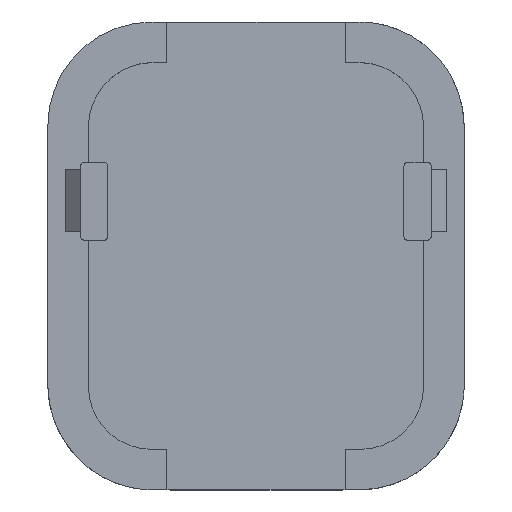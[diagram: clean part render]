
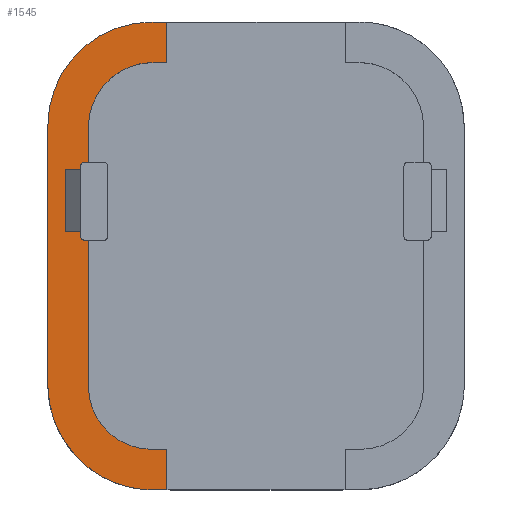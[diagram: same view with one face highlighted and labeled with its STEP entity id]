
A CAD part, top view. The second image highlights one B-rep face of the part: STEP entity #1545.
In plain terms, the highlighted face is planar.
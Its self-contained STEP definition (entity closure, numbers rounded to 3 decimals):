
#38=B_SPLINE_CURVE_WITH_KNOTS('',3,(#3011,#3012,#3013,#3014,#3015,#3016,
#3017,#3018,#3019,#3020),.UNSPECIFIED.,.F.,.F.,(4,2,2,2,4),(-0.995,
-0.746,-0.497,-0.249,0.),
 .UNSPECIFIED.);
#78=CIRCLE('',#1600,0.25);
#79=CIRCLE('',#1603,0.25);
#102=CIRCLE('',#1668,4.155);
#103=CIRCLE('',#1669,6.652);
#104=CIRCLE('',#1670,4.054);
#163=FACE_OUTER_BOUND('',#249,.T.);
#249=EDGE_LOOP('',(#1303,#1304,#1305,#1306,#1307,#1308,#1309,#1310,#1311,
#1312,#1313,#1314,#1315,#1316,#1317,#1318,#1319,#1320,#1321,#1322,#1323,
#1324,#1325,#1326));
#300=LINE('',#2158,#472);
#305=LINE('',#2170,#477);
#310=LINE('',#2185,#482);
#352=LINE('',#2979,#524);
#355=LINE('',#2984,#527);
#357=LINE('',#2988,#529);
#362=LINE('',#3028,#534);
#374=LINE('',#3084,#546);
#414=LINE('',#3183,#586);
#417=LINE('',#3189,#589);
#419=LINE('',#3193,#591);
#420=LINE('',#3195,#592);
#421=LINE('',#3198,#593);
#422=LINE('',#3200,#594);
#423=LINE('',#3202,#595);
#424=LINE('',#3205,#596);
#425=LINE('',#3209,#597);
#426=LINE('',#3210,#598);
#472=VECTOR('',#1757,10.);
#477=VECTOR('',#1768,10.);
#482=VECTOR('',#1785,10.);
#524=VECTOR('',#1897,10.);
#527=VECTOR('',#1902,10.);
#529=VECTOR('',#1906,10.);
#534=VECTOR('',#1913,10.);
#546=VECTOR('',#1935,10.);
#586=VECTOR('',#1997,10.);
#589=VECTOR('',#2004,10.);
#591=VECTOR('',#2008,10.);
#592=VECTOR('',#2009,10.);
#593=VECTOR('',#2012,10.);
#594=VECTOR('',#2013,10.);
#595=VECTOR('',#2014,10.);
#596=VECTOR('',#2017,10.);
#597=VECTOR('',#2020,10.);
#598=VECTOR('',#2021,10.);
#639=VERTEX_POINT('',#2150);
#640=VERTEX_POINT('',#2152);
#641=VERTEX_POINT('',#2156);
#642=VERTEX_POINT('',#2160);
#645=VERTEX_POINT('',#2168);
#649=VERTEX_POINT('',#2184);
#699=VERTEX_POINT('',#2976);
#700=VERTEX_POINT('',#2978);
#701=VERTEX_POINT('',#2982);
#702=VERTEX_POINT('',#2986);
#703=VERTEX_POINT('',#3009);
#706=VERTEX_POINT('',#3026);
#714=VERTEX_POINT('',#3081);
#752=VERTEX_POINT('',#3180);
#753=VERTEX_POINT('',#3182);
#754=VERTEX_POINT('',#3188);
#755=VERTEX_POINT('',#3192);
#756=VERTEX_POINT('',#3194);
#757=VERTEX_POINT('',#3196);
#758=VERTEX_POINT('',#3199);
#759=VERTEX_POINT('',#3201);
#760=VERTEX_POINT('',#3204);
#761=VERTEX_POINT('',#3206);
#762=VERTEX_POINT('',#3208);
#790=EDGE_CURVE('',#639,#640,#78,.F.);
#793=EDGE_CURVE('',#639,#641,#300,.T.);
#795=EDGE_CURVE('',#642,#641,#79,.F.);
#799=EDGE_CURVE('',#642,#645,#305,.T.);
#806=EDGE_CURVE('',#649,#640,#310,.T.);
#880=EDGE_CURVE('',#699,#700,#352,.T.);
#883=EDGE_CURVE('',#699,#701,#355,.T.);
#885=EDGE_CURVE('',#702,#701,#357,.T.);
#887=EDGE_CURVE('',#702,#703,#38,.T.);
#891=EDGE_CURVE('',#706,#703,#362,.T.);
#904=EDGE_CURVE('',#706,#714,#374,.T.);
#951=EDGE_CURVE('',#753,#752,#414,.T.);
#954=EDGE_CURVE('',#754,#753,#417,.T.);
#956=EDGE_CURVE('',#645,#755,#419,.T.);
#957=EDGE_CURVE('',#755,#756,#420,.T.);
#958=EDGE_CURVE('',#756,#757,#102,.T.);
#959=EDGE_CURVE('',#757,#754,#421,.T.);
#960=EDGE_CURVE('',#752,#758,#422,.T.);
#961=EDGE_CURVE('',#759,#758,#423,.T.);
#962=EDGE_CURVE('',#700,#759,#103,.T.);
#963=EDGE_CURVE('',#714,#760,#424,.T.);
#964=EDGE_CURVE('',#760,#761,#104,.T.);
#965=EDGE_CURVE('',#761,#762,#425,.T.);
#966=EDGE_CURVE('',#762,#649,#426,.T.);
#1303=ORIENTED_EDGE('',*,*,#799,.T.);
#1304=ORIENTED_EDGE('',*,*,#956,.T.);
#1305=ORIENTED_EDGE('',*,*,#957,.T.);
#1306=ORIENTED_EDGE('',*,*,#958,.T.);
#1307=ORIENTED_EDGE('',*,*,#959,.T.);
#1308=ORIENTED_EDGE('',*,*,#954,.T.);
#1309=ORIENTED_EDGE('',*,*,#951,.T.);
#1310=ORIENTED_EDGE('',*,*,#960,.T.);
#1311=ORIENTED_EDGE('',*,*,#961,.F.);
#1312=ORIENTED_EDGE('',*,*,#962,.F.);
#1313=ORIENTED_EDGE('',*,*,#880,.F.);
#1314=ORIENTED_EDGE('',*,*,#883,.T.);
#1315=ORIENTED_EDGE('',*,*,#885,.F.);
#1316=ORIENTED_EDGE('',*,*,#887,.T.);
#1317=ORIENTED_EDGE('',*,*,#891,.F.);
#1318=ORIENTED_EDGE('',*,*,#904,.T.);
#1319=ORIENTED_EDGE('',*,*,#963,.T.);
#1320=ORIENTED_EDGE('',*,*,#964,.T.);
#1321=ORIENTED_EDGE('',*,*,#965,.T.);
#1322=ORIENTED_EDGE('',*,*,#966,.T.);
#1323=ORIENTED_EDGE('',*,*,#806,.T.);
#1324=ORIENTED_EDGE('',*,*,#790,.F.);
#1325=ORIENTED_EDGE('',*,*,#793,.T.);
#1326=ORIENTED_EDGE('',*,*,#795,.F.);
#1467=PLANE('',#1667);
#1545=ADVANCED_FACE('',(#163),#1467,.F.);
#1600=AXIS2_PLACEMENT_3D('',#2153,#1751,#1752);
#1603=AXIS2_PLACEMENT_3D('',#2162,#1761,#1762);
#1667=AXIS2_PLACEMENT_3D('',#3191,#2006,#2007);
#1668=AXIS2_PLACEMENT_3D('',#3197,#2010,#2011);
#1669=AXIS2_PLACEMENT_3D('',#3203,#2015,#2016);
#1670=AXIS2_PLACEMENT_3D('',#3207,#2018,#2019);
#1751=DIRECTION('center_axis',(0.,1.,0.));
#1752=DIRECTION('ref_axis',(-0.707,0.,-0.707));
#1757=DIRECTION('',(0.,0.,1.));
#1761=DIRECTION('center_axis',(0.,1.,0.));
#1762=DIRECTION('ref_axis',(-0.707,0.,0.707));
#1768=DIRECTION('',(1.,0.,0.));
#1785=DIRECTION('',(-1.,0.,0.));
#1897=DIRECTION('',(0.001,0.,1.));
#1902=DIRECTION('',(0.,0.,-1.));
#1906=DIRECTION('',(-0.001,0.,1.));
#1913=DIRECTION('',(-1.,0.,0.002));
#1935=DIRECTION('',(0.,0.,1.));
#1997=DIRECTION('',(0.,0.,1.));
#2004=DIRECTION('',(1.,0.,0.));
#2006=DIRECTION('center_axis',(0.,1.,0.));
#2007=DIRECTION('ref_axis',(1.,0.,0.));
#2008=DIRECTION('',(0.,0.,1.));
#2009=DIRECTION('',(0.001,0.,1.));
#2010=DIRECTION('center_axis',(0.,1.,0.));
#2011=DIRECTION('ref_axis',(-1.,0.,0.021));
#2012=DIRECTION('',(1.,0.,0.008));
#2013=DIRECTION('',(-1.,0.,0.));
#2014=DIRECTION('',(1.,0.,0.008));
#2015=DIRECTION('center_axis',(0.,1.,0.));
#2016=DIRECTION('ref_axis',(-1.,0.,0.002));
#2017=DIRECTION('',(-1.,0.,0.002));
#2018=DIRECTION('center_axis',(0.,1.,0.));
#2019=DIRECTION('ref_axis',(-0.002,0.,-1.));
#2020=DIRECTION('',(-0.001,0.,1.));
#2021=DIRECTION('',(0.,0.,1.));
#2150=CARTESIAN_POINT('',(-11.248,7.5,8.44));
#2152=CARTESIAN_POINT('',(-10.998,7.5,8.19));
#2153=CARTESIAN_POINT('Origin',(-10.998,7.5,8.44));
#2156=CARTESIAN_POINT('',(-11.248,7.5,12.94));
#2158=CARTESIAN_POINT('',(-11.248,7.5,10.19));
#2160=CARTESIAN_POINT('',(-10.998,7.5,13.19));
#2162=CARTESIAN_POINT('Origin',(-10.998,7.5,12.94));
#2168=CARTESIAN_POINT('',(-10.75,7.5,13.19));
#2170=CARTESIAN_POINT('',(-4.75,7.5,13.19));
#2184=CARTESIAN_POINT('',(-10.75,7.5,8.19));
#2185=CARTESIAN_POINT('',(-5.624,7.5,8.19));
#2976=CARTESIAN_POINT('',(-13.348,7.5,14.55));
#2978=CARTESIAN_POINT('',(-13.347,7.5,15.55));
#2979=CARTESIAN_POINT('',(-13.348,7.5,14.55));
#2982=CARTESIAN_POINT('',(-13.348,7.5,-0.17));
#2984=CARTESIAN_POINT('',(-13.348,7.5,14.55));
#2986=CARTESIAN_POINT('',(-13.347,7.5,-1.17));
#2988=CARTESIAN_POINT('',(-13.347,7.5,-1.17));
#3009=CARTESIAN_POINT('',(-6.71,7.5,-7.807));
#3011=CARTESIAN_POINT('Ctrl Pts',(-13.347,7.5,-1.17));
#3012=CARTESIAN_POINT('Ctrl Pts',(-13.333,7.5,-1.999));
#3013=CARTESIAN_POINT('Ctrl Pts',(-13.157,7.5,-2.881));
#3014=CARTESIAN_POINT('Ctrl Pts',(-12.469,7.5,-4.504));
#3015=CARTESIAN_POINT('Ctrl Pts',(-11.957,7.5,-5.245));
#3016=CARTESIAN_POINT('Ctrl Pts',(-10.785,7.5,-6.417));
#3017=CARTESIAN_POINT('Ctrl Pts',(-10.044,7.5,-6.929));
#3018=CARTESIAN_POINT('Ctrl Pts',(-8.421,7.5,-7.617));
#3019=CARTESIAN_POINT('Ctrl Pts',(-7.539,7.5,-7.793));
#3020=CARTESIAN_POINT('Ctrl Pts',(-6.71,7.5,-7.807));
#3026=CARTESIAN_POINT('',(-5.71,7.5,-7.809));
#3028=CARTESIAN_POINT('',(-5.471,7.5,-7.81));
#3081=CARTESIAN_POINT('',(-5.71,7.5,-5.211));
#3084=CARTESIAN_POINT('',(-5.71,7.5,-0.31));
#3180=CARTESIAN_POINT('',(-5.71,7.5,22.188));
#3182=CARTESIAN_POINT('',(-5.71,7.5,19.59));
#3183=CARTESIAN_POINT('',(-5.71,7.5,14.689));
#3188=CARTESIAN_POINT('',(-6.587,7.5,19.59));
#3189=CARTESIAN_POINT('',(-3.294,7.5,19.59));
#3191=CARTESIAN_POINT('Origin',(0.,7.5,7.189));
#3192=CARTESIAN_POINT('',(-10.75,7.5,14.549));
#3193=CARTESIAN_POINT('',(-10.75,7.5,10.19));
#3194=CARTESIAN_POINT('',(-10.749,7.5,15.524));
#3195=CARTESIAN_POINT('',(-10.753,7.5,10.874));
#3196=CARTESIAN_POINT('',(-6.676,7.5,19.589));
#3197=CARTESIAN_POINT('Origin',(-6.595,7.5,15.435));
#3198=CARTESIAN_POINT('',(-3.389,7.5,19.617));
#3199=CARTESIAN_POINT('',(-6.598,7.5,22.188));
#3200=CARTESIAN_POINT('',(-5.71,7.5,22.188));
#3201=CARTESIAN_POINT('',(-6.71,7.5,22.187));
#3202=CARTESIAN_POINT('',(-6.71,7.5,22.187));
#3203=CARTESIAN_POINT('Origin',(-6.695,7.5,15.535));
#3204=CARTESIAN_POINT('',(-6.704,7.5,-5.209));
#3205=CARTESIAN_POINT('',(-2.748,7.5,-5.218));
#3206=CARTESIAN_POINT('',(-10.749,7.5,-1.166));
#3207=CARTESIAN_POINT('Origin',(-6.695,7.5,-1.155));
#3208=CARTESIAN_POINT('',(-10.75,7.5,-0.169));
#3209=CARTESIAN_POINT('',(-10.753,7.5,3.007));
#3210=CARTESIAN_POINT('',(-10.75,7.5,3.51));
